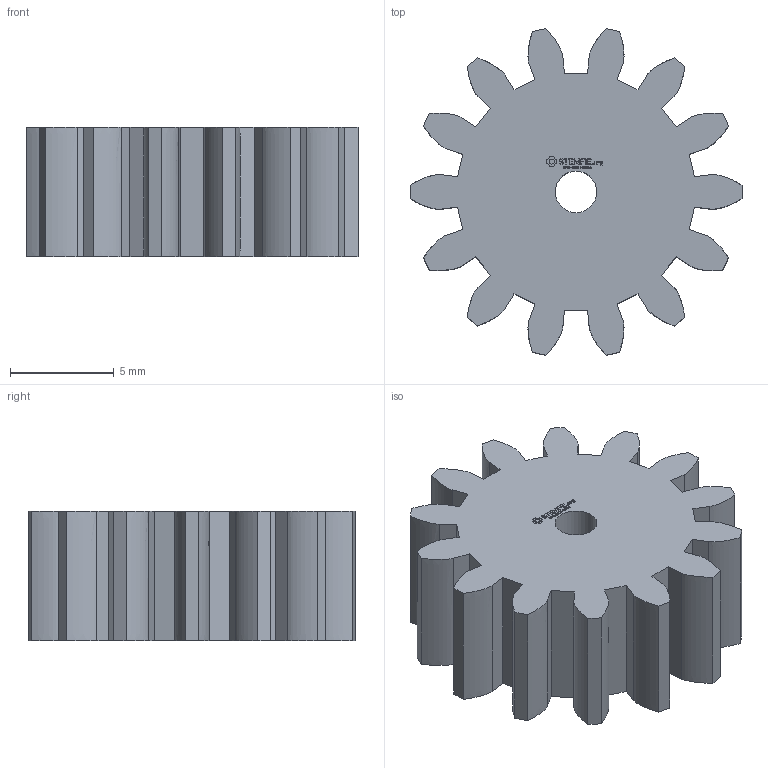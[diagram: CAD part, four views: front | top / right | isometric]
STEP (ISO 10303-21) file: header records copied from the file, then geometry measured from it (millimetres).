
FILE_DESCRIPTION(('FreeCAD Model'),'2;1');
FILE_NAME('Open CASCADE Shape Model','2024-03-09T17:15:28',(''),(''), 'Open CASCADE STEP processor 7.6','FreeCAD','Unknown');
FILE_SCHEMA(('AUTOMOTIVE_DESIGN { 1 0 10303 214 1 1 1 1 }'));
Length unit declared in the file: millimetre
Products named in the file (1): Gear Wheel PLN TTH14 BU00.50 SFT2.0mm - SPN-GWH-0034 (stemfie.org)
Bounding box: 15.99 x 15.73 x 6.25 mm (x, y, z)
Volume: 904.5 mm3; surface area: 904.6 mm2
Topology: 1 solids, 1 shells, 558 faces, 1575 edges, 1050 vertices
Faces by surface type: plane 327, extrusion 230, cylinder 1
Full cylindrical faces by diameter (mm): 2 x1
Entity records: 41681 total; most frequent: CARTESIAN_POINT 11034, DIRECTION 4695, VECTOR 4031, LINE 3801, ORIENTED_EDGE 3150, PCURVE 3150, DEFINITIONAL_REPRESENTATION 3150, EDGE_CURVE 1575
